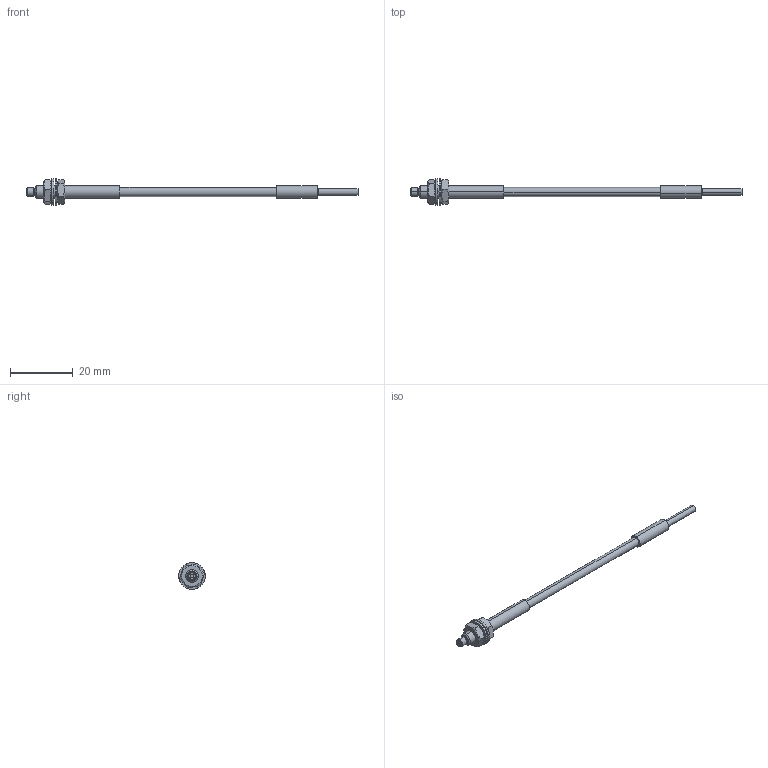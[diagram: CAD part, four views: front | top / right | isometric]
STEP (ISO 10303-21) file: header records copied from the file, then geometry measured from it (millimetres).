
FILE_DESCRIPTION (( 'STEP AP214' ), '1' );
FILE_NAME ('GPF-T014-350-2.0S-HL.STEP', '2017-11-17T14:27:22', ( '' ), ( '' ), 'SwSTEP 2.0', 'SolidWorks 2018', '' );
FILE_SCHEMA (( 'AUTOMOTIVE_DESIGN' ));
Length unit declared in the file: millimetre
Products named in the file (6): M4_WASHER; GPF-T014-350-2.0S-HL_LENS; GPF-T014-350-2.0S-HL_FIBER; GPF-T014-350-2.0S-HL_HEAD2; GPF-T014-350-2.0S-HL; M4_NUT
Assembly tree (7 placements, depth 2):
  GPF-T014-350-2.0S-HL
    GPF-T014-350-2.0S-HL_HEAD2
    GPF-T014-350-2.0S-HL_LENS
    M4_NUT  x2
    M4_WASHER  x2
    GPF-T014-350-2.0S-HL_FIBER
Bounding box: 106 x 8.5 x 8.5 mm (x, y, z)
Volume: 1079.6 mm3; surface area: 1618.2 mm2
Topology: 7 solids, 7 shells, 78 faces, 166 edges, 108 vertices
Faces by surface type: plane 32, cylinder 30, cone 14, torus 2
Entity records: 1886 total; most frequent: CARTESIAN_POINT 374, DIRECTION 300, ORIENTED_EDGE 236, AXIS2_PLACEMENT_3D 130, EDGE_CURVE 118, VERTEX_POINT 76, EDGE_LOOP 68, CIRCLE 62
